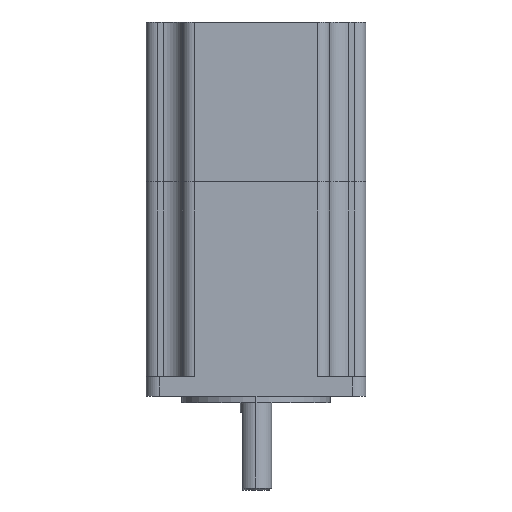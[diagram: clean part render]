
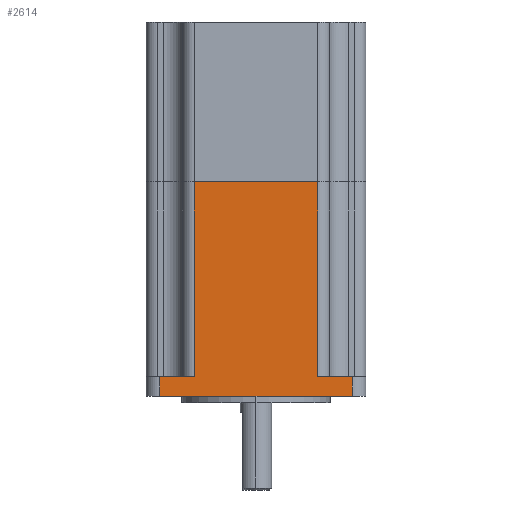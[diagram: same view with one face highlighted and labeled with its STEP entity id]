
A CAD part, left-side view. The second image highlights one B-rep face of the part: STEP entity #2614.
In plain terms, the highlighted planar face has unit normal (-1, 0, 0).
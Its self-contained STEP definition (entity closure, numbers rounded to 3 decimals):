
#76 = CARTESIAN_POINT ( 'NONE',  ( -28.2, 15.8, 55. ) ) ;
#94 = CARTESIAN_POINT ( 'NONE',  ( -28.2, 15.8, 5.08 ) ) ;
#96 = CARTESIAN_POINT ( 'NONE',  ( -28.2, 24.7, 5.08 ) ) ;
#246 = CARTESIAN_POINT ( 'NONE',  ( -28.2, -15.8, 55. ) ) ;
#384 = DIRECTION ( 'NONE',  ( 0., -1., 0. ) ) ;
#385 = CARTESIAN_POINT ( 'NONE',  ( -28.2, 28.2, 5.08 ) ) ;
#400 = DIRECTION ( 'NONE',  ( 0., -1., 0. ) ) ;
#401 = CARTESIAN_POINT ( 'NONE',  ( -28.2, 28.2, 0. ) ) ;
#417 = DIRECTION ( 'NONE',  ( 0., -1., 0. ) ) ;
#418 = CARTESIAN_POINT ( 'NONE',  ( -28.2, 28.2, 5.08 ) ) ;
#477 = DIRECTION ( 'NONE',  ( 0., 0., -1. ) ) ;
#478 = CARTESIAN_POINT ( 'NONE',  ( -28.2, 24.7, 5.08 ) ) ;
#479 = DIRECTION ( 'NONE',  ( 0., 0., -1. ) ) ;
#480 = CARTESIAN_POINT ( 'NONE',  ( -28.2, 15.8, 55. ) ) ;
#481 = DIRECTION ( 'NONE',  ( 0., -1., 0. ) ) ;
#482 = CARTESIAN_POINT ( 'NONE',  ( -28.2, 15.8, 55. ) ) ;
#483 = DIRECTION ( 'NONE',  ( 0., 0., -1. ) ) ;
#484 = CARTESIAN_POINT ( 'NONE',  ( -28.2, -15.8, 55. ) ) ;
#485 = DIRECTION ( 'NONE',  ( 0., 0., 1. ) ) ;
#486 = CARTESIAN_POINT ( 'NONE',  ( -28.2, -24.7, 5.08 ) ) ;
#512 = CARTESIAN_POINT ( 'NONE',  ( -28.2, -24.7, 5.08 ) ) ;
#514 = CARTESIAN_POINT ( 'NONE',  ( -28.2, -15.8, 5.08 ) ) ;
#518 = CARTESIAN_POINT ( 'NONE',  ( -28.2, -24.7, 0. ) ) ;
#519 = CARTESIAN_POINT ( 'NONE',  ( -28.2, 24.7, 0. ) ) ;
#623 = VECTOR ( 'NONE', #417, 1000. ) ;
#637 = VECTOR ( 'NONE', #400, 1000. ) ;
#648 = VECTOR ( 'NONE', #384, 1000. ) ;
#706 = ORIENTED_EDGE ( 'NONE', *, *, #2394, .T. ) ;
#707 = ORIENTED_EDGE ( 'NONE', *, *, #2387, .F. ) ;
#708 = ORIENTED_EDGE ( 'NONE', *, *, #2358, .T. ) ;
#709 = ORIENTED_EDGE ( 'NONE', *, *, #2359, .F. ) ;
#710 = ORIENTED_EDGE ( 'NONE', *, *, #2361, .T. ) ;
#711 = ORIENTED_EDGE ( 'NONE', *, *, #2360, .F. ) ;
#712 = ORIENTED_EDGE ( 'NONE', *, *, #2400, .F. ) ;
#713 = ORIENTED_EDGE ( 'NONE', *, *, #2362, .T. ) ;
#775 = VERTEX_POINT ( 'NONE', #94 ) ;
#779 = VERTEX_POINT ( 'NONE', #76 ) ;
#782 = VERTEX_POINT ( 'NONE', #246 ) ;
#810 = VERTEX_POINT ( 'NONE', #96 ) ;
#889 = VECTOR ( 'NONE', #483, 1000. ) ;
#919 = VECTOR ( 'NONE', #485, 1000. ) ;
#920 = VECTOR ( 'NONE', #479, 1000. ) ;
#922 = VECTOR ( 'NONE', #481, 1000. ) ;
#948 = VECTOR ( 'NONE', #477, 1000. ) ;
#1152 = EDGE_LOOP ( 'NONE', ( #706, #708, #707, #709, #711, #710, #712, #713 ) ) ;
#1414 = AXIS2_PLACEMENT_3D ( 'NONE', #1782, #1781, #1780 ) ;
#1435 = LINE ( 'NONE', #486, #919 ) ;
#1436 = LINE ( 'NONE', #484, #889 ) ;
#1437 = LINE ( 'NONE', #482, #922 ) ;
#1438 = LINE ( 'NONE', #480, #920 ) ;
#1439 = LINE ( 'NONE', #478, #948 ) ;
#1465 = LINE ( 'NONE', #418, #623 ) ;
#1469 = LINE ( 'NONE', #401, #637 ) ;
#1471 = LINE ( 'NONE', #385, #648 ) ;
#1650 = FACE_OUTER_BOUND ( 'NONE', #1152, .T. ) ;
#1780 = DIRECTION ( 'NONE',  ( 0., 1., 0. ) ) ;
#1781 = DIRECTION ( 'NONE',  ( 1., 0., 0. ) ) ;
#1782 = CARTESIAN_POINT ( 'NONE',  ( -28.2, 28.2, 5.08 ) ) ;
#1783 = PLANE ( 'NONE',  #1414 ) ;
#2060 = VERTEX_POINT ( 'NONE', #519 ) ;
#2062 = VERTEX_POINT ( 'NONE', #518 ) ;
#2073 = VERTEX_POINT ( 'NONE', #514 ) ;
#2076 = VERTEX_POINT ( 'NONE', #512 ) ;
#2358 = EDGE_CURVE ( 'NONE', #2062, #2076, #1435, .T. ) ;
#2359 = EDGE_CURVE ( 'NONE', #782, #2073, #1436, .T. ) ;
#2360 = EDGE_CURVE ( 'NONE', #779, #782, #1437, .T. ) ;
#2361 = EDGE_CURVE ( 'NONE', #779, #775, #1438, .T. ) ;
#2362 = EDGE_CURVE ( 'NONE', #810, #2060, #1439, .T. ) ;
#2387 = EDGE_CURVE ( 'NONE', #2073, #2076, #1465, .T. ) ;
#2394 = EDGE_CURVE ( 'NONE', #2060, #2062, #1469, .T. ) ;
#2400 = EDGE_CURVE ( 'NONE', #810, #775, #1471, .T. ) ;
#2614 = ADVANCED_FACE ( 'NONE', ( #1650 ), #1783, .F. ) ;
